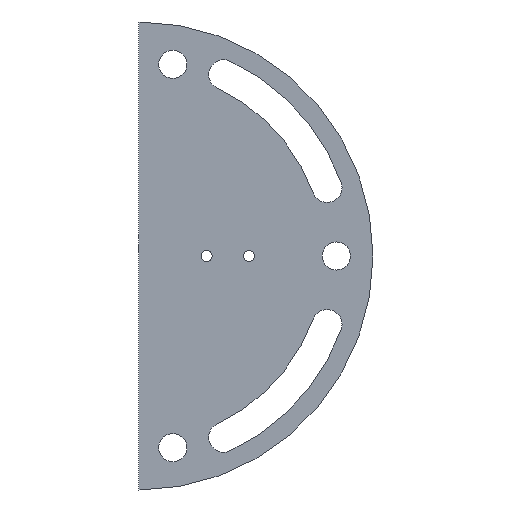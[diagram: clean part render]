
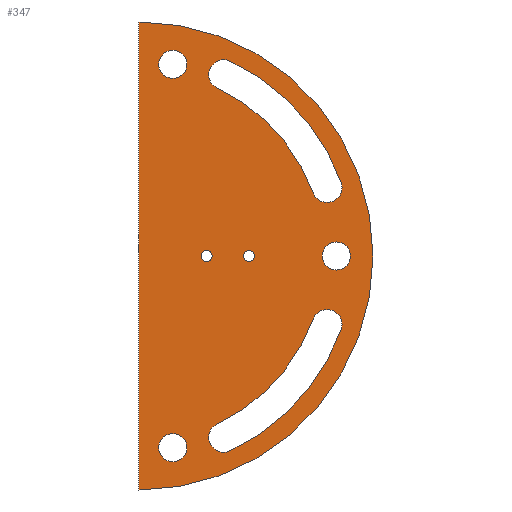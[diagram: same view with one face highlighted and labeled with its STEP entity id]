
A CAD part, front view. The second image highlights one B-rep face of the part: STEP entity #347.
In plain terms, the highlighted planar face has unit normal (0, -1, 0).
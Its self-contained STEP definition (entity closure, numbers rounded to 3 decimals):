
#22=FACE_BOUND('',#73,.T.);
#23=FACE_BOUND('',#74,.T.);
#24=FACE_BOUND('',#75,.T.);
#25=FACE_BOUND('',#76,.T.);
#26=FACE_BOUND('',#77,.T.);
#27=FACE_BOUND('',#78,.T.);
#28=FACE_BOUND('',#79,.T.);
#31=PLANE('',#414);
#48=FACE_OUTER_BOUND('',#72,.T.);
#72=EDGE_LOOP('',(#302,#303));
#73=EDGE_LOOP('',(#304));
#74=EDGE_LOOP('',(#305));
#75=EDGE_LOOP('',(#306));
#76=EDGE_LOOP('',(#307,#308,#309,#310));
#77=EDGE_LOOP('',(#311));
#78=EDGE_LOOP('',(#312));
#79=EDGE_LOOP('',(#313,#314,#315,#316));
#95=LINE('',#621,#112);
#112=VECTOR('',#522,10.);
#116=CIRCLE('',#371,1.);
#119=CIRCLE('',#375,1.);
#120=CIRCLE('',#377,2.65);
#122=CIRCLE('',#380,32.85);
#124=CIRCLE('',#383,2.65);
#126=CIRCLE('',#386,38.15);
#129=CIRCLE('',#390,2.5);
#131=CIRCLE('',#393,2.5);
#132=CIRCLE('',#395,2.65);
#134=CIRCLE('',#398,38.15);
#136=CIRCLE('',#401,2.65);
#138=CIRCLE('',#404,32.85);
#141=CIRCLE('',#408,2.5);
#142=CIRCLE('',#410,41.5);
#146=VERTEX_POINT('',#534);
#149=VERTEX_POINT('',#542);
#150=VERTEX_POINT('',#546);
#151=VERTEX_POINT('',#547);
#154=VERTEX_POINT('',#555);
#156=VERTEX_POINT('',#561);
#159=VERTEX_POINT('',#572);
#161=VERTEX_POINT('',#578);
#162=VERTEX_POINT('',#582);
#163=VERTEX_POINT('',#583);
#166=VERTEX_POINT('',#591);
#168=VERTEX_POINT('',#597);
#171=VERTEX_POINT('',#608);
#172=VERTEX_POINT('',#612);
#173=VERTEX_POINT('',#613);
#179=EDGE_CURVE('',#146,#146,#116,.T.);
#183=EDGE_CURVE('',#149,#149,#119,.T.);
#184=EDGE_CURVE('',#150,#151,#120,.T.);
#188=EDGE_CURVE('',#154,#150,#122,.T.);
#191=EDGE_CURVE('',#156,#154,#124,.T.);
#194=EDGE_CURVE('',#151,#156,#126,.T.);
#198=EDGE_CURVE('',#159,#159,#129,.T.);
#201=EDGE_CURVE('',#161,#161,#131,.T.);
#202=EDGE_CURVE('',#162,#163,#132,.T.);
#206=EDGE_CURVE('',#166,#162,#134,.T.);
#209=EDGE_CURVE('',#168,#166,#136,.T.);
#212=EDGE_CURVE('',#163,#168,#138,.T.);
#216=EDGE_CURVE('',#171,#171,#141,.T.);
#217=EDGE_CURVE('',#172,#173,#142,.T.);
#221=EDGE_CURVE('',#173,#172,#95,.T.);
#302=ORIENTED_EDGE('',*,*,#221,.F.);
#303=ORIENTED_EDGE('',*,*,#217,.F.);
#304=ORIENTED_EDGE('',*,*,#179,.T.);
#305=ORIENTED_EDGE('',*,*,#183,.T.);
#306=ORIENTED_EDGE('',*,*,#216,.F.);
#307=ORIENTED_EDGE('',*,*,#212,.F.);
#308=ORIENTED_EDGE('',*,*,#202,.F.);
#309=ORIENTED_EDGE('',*,*,#206,.F.);
#310=ORIENTED_EDGE('',*,*,#209,.F.);
#311=ORIENTED_EDGE('',*,*,#201,.F.);
#312=ORIENTED_EDGE('',*,*,#198,.F.);
#313=ORIENTED_EDGE('',*,*,#194,.F.);
#314=ORIENTED_EDGE('',*,*,#184,.F.);
#315=ORIENTED_EDGE('',*,*,#188,.F.);
#316=ORIENTED_EDGE('',*,*,#191,.F.);
#347=ADVANCED_FACE('',(#48,#22,#23,#24,#25,#26,#27,#28),#31,.F.);
#371=AXIS2_PLACEMENT_3D('',#536,#424,#425);
#375=AXIS2_PLACEMENT_3D('',#544,#433,#434);
#377=AXIS2_PLACEMENT_3D('',#548,#437,#438);
#380=AXIS2_PLACEMENT_3D('',#556,#445,#446);
#383=AXIS2_PLACEMENT_3D('',#562,#452,#453);
#386=AXIS2_PLACEMENT_3D('',#567,#459,#460);
#390=AXIS2_PLACEMENT_3D('',#574,#468,#469);
#393=AXIS2_PLACEMENT_3D('',#580,#475,#476);
#395=AXIS2_PLACEMENT_3D('',#584,#479,#480);
#398=AXIS2_PLACEMENT_3D('',#592,#487,#488);
#401=AXIS2_PLACEMENT_3D('',#598,#494,#495);
#404=AXIS2_PLACEMENT_3D('',#603,#501,#502);
#408=AXIS2_PLACEMENT_3D('',#610,#510,#511);
#410=AXIS2_PLACEMENT_3D('',#614,#514,#515);
#414=AXIS2_PLACEMENT_3D('',#624,#526,#527);
#424=DIRECTION('center_axis',(0.,1.,0.));
#425=DIRECTION('ref_axis',(1.,0.,0.));
#433=DIRECTION('center_axis',(0.,1.,0.));
#434=DIRECTION('ref_axis',(1.,0.,0.));
#437=DIRECTION('center_axis',(0.,-1.,0.));
#438=DIRECTION('ref_axis',(-0.94,0.,-0.342));
#445=DIRECTION('center_axis',(0.,1.,0.));
#446=DIRECTION('ref_axis',(0.423,0.,0.906));
#452=DIRECTION('center_axis',(0.,-1.,0.));
#453=DIRECTION('ref_axis',(0.423,0.,0.906));
#459=DIRECTION('center_axis',(0.,-1.,0.));
#460=DIRECTION('ref_axis',(-0.423,0.,-0.906));
#468=DIRECTION('center_axis',(0.,-1.,0.));
#469=DIRECTION('ref_axis',(1.,0.,0.));
#475=DIRECTION('center_axis',(0.,-1.,0.));
#476=DIRECTION('ref_axis',(1.,0.,0.));
#479=DIRECTION('center_axis',(0.,-1.,0.));
#480=DIRECTION('ref_axis',(0.94,0.,-0.342));
#487=DIRECTION('center_axis',(0.,-1.,0.));
#488=DIRECTION('ref_axis',(-0.94,0.,0.342));
#494=DIRECTION('center_axis',(0.,-1.,0.));
#495=DIRECTION('ref_axis',(-0.423,0.,0.906));
#501=DIRECTION('center_axis',(0.,1.,0.));
#502=DIRECTION('ref_axis',(0.94,0.,-0.342));
#510=DIRECTION('center_axis',(0.,-1.,0.));
#511=DIRECTION('ref_axis',(1.,0.,0.));
#514=DIRECTION('center_axis',(0.,1.,0.));
#515=DIRECTION('ref_axis',(0.,0.,1.));
#522=DIRECTION('',(0.,0.,1.));
#526=DIRECTION('center_axis',(0.,1.,0.));
#527=DIRECTION('ref_axis',(0.,0.,1.));
#534=CARTESIAN_POINT('',(11.,0.,0.));
#536=CARTESIAN_POINT('Origin',(12.,0.,0.));
#542=CARTESIAN_POINT('',(18.5,0.,0.));
#544=CARTESIAN_POINT('Origin',(19.5,0.,0.));
#546=CARTESIAN_POINT('',(30.869,0.,11.235));
#547=CARTESIAN_POINT('',(35.849,0.,13.048));
#548=CARTESIAN_POINT('Origin',(33.359,0.,12.142));
#555=CARTESIAN_POINT('',(13.883,0.,29.772));
#556=CARTESIAN_POINT('Origin',(0.,0.,0.));
#561=CARTESIAN_POINT('',(16.123,0.,34.576));
#562=CARTESIAN_POINT('Origin',(15.003,0.,32.174));
#567=CARTESIAN_POINT('Origin',(0.,0.,0.));
#572=CARTESIAN_POINT('',(3.5,0.,34.));
#574=CARTESIAN_POINT('Origin',(6.,0.,34.));
#578=CARTESIAN_POINT('',(32.5,0.,0.));
#580=CARTESIAN_POINT('Origin',(35.,0.,0.));
#582=CARTESIAN_POINT('',(35.849,0.,-13.048));
#583=CARTESIAN_POINT('',(30.869,0.,-11.235));
#584=CARTESIAN_POINT('Origin',(33.359,0.,-12.142));
#591=CARTESIAN_POINT('',(16.123,0.,-34.576));
#592=CARTESIAN_POINT('Origin',(0.,0.,0.));
#597=CARTESIAN_POINT('',(13.883,0.,-29.772));
#598=CARTESIAN_POINT('Origin',(15.003,0.,-32.174));
#603=CARTESIAN_POINT('Origin',(0.,0.,0.));
#608=CARTESIAN_POINT('',(3.5,0.,-34.));
#610=CARTESIAN_POINT('Origin',(6.,0.,-34.));
#612=CARTESIAN_POINT('',(0.,0.,41.5));
#613=CARTESIAN_POINT('',(0.,0.,-41.5));
#614=CARTESIAN_POINT('Origin',(0.,0.,0.));
#621=CARTESIAN_POINT('',(0.,0.,-41.5));
#624=CARTESIAN_POINT('Origin',(20.75,0.,0.));
